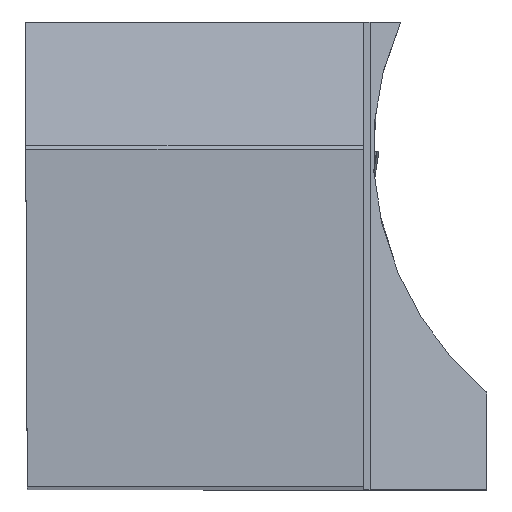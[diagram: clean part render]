
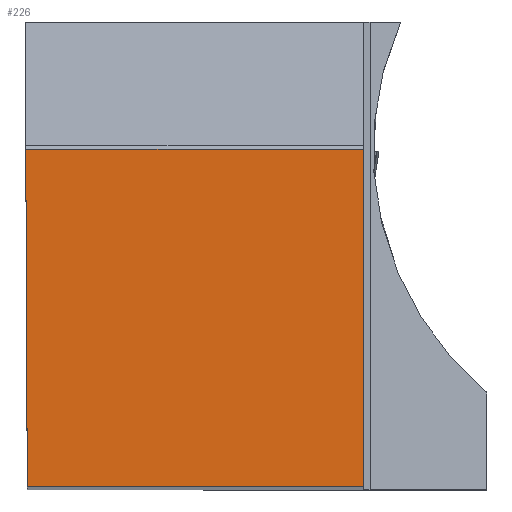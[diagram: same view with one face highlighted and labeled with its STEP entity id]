
A CAD part, top view. The second image highlights one B-rep face of the part: STEP entity #226.
In plain terms, the highlighted planar face has unit normal (0, 0, 1).
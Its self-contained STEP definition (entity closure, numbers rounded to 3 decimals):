
#226=ADVANCED_FACE('BLANK_BOXF006',(#341),#272,.F.);
#272=PLANE('',#1592);
#341=FACE_OUTER_BOUND('',#416,.T.);
#416=EDGE_LOOP('',(#744,#745,#746,#747));
#744=ORIENTED_EDGE('',*,*,#1145,.T.);
#745=ORIENTED_EDGE('',*,*,#1146,.T.);
#746=ORIENTED_EDGE('',*,*,#1141,.T.);
#747=ORIENTED_EDGE('',*,*,#1131,.T.);
#954=VERTEX_POINT('',#3546);
#955=VERTEX_POINT('',#3548);
#960=VERTEX_POINT('',#3579);
#963=VERTEX_POINT('',#3587);
#1131=EDGE_CURVE('',#955,#954,#1253,.T.);
#1141=EDGE_CURVE('',#960,#955,#1258,.T.);
#1145=EDGE_CURVE('',#954,#963,#1262,.T.);
#1146=EDGE_CURVE('',#963,#960,#1263,.T.);
#1253=LINE('',#3547,#1374);
#1258=LINE('',#3578,#1379);
#1262=LINE('',#3586,#1383);
#1263=LINE('',#3588,#1384);
#1374=VECTOR('',#1864,1.);
#1379=VECTOR('',#1879,1.);
#1383=VECTOR('',#1885,1.);
#1384=VECTOR('',#1886,1.);
#1592=AXIS2_PLACEMENT_3D('',#3589,#1887,#1888);
#1864=DIRECTION('',(1.,0.,0.));
#1879=DIRECTION('',(0.004,-1.,0.));
#1885=DIRECTION('',(0.,1.,0.));
#1886=DIRECTION('',(-1.,0.,0.));
#1887=DIRECTION('',(0.,0.,-1.));
#1888=DIRECTION('',(0.,-1.,0.));
#3546=CARTESIAN_POINT('',(24.875,0.,0.));
#3547=CARTESIAN_POINT('',(-150.27,0.,0.));
#3548=CARTESIAN_POINT('',(0.109,0.,0.));
#3578=CARTESIAN_POINT('',(-0.547,150.269,0.));
#3579=CARTESIAN_POINT('',(0.,24.875,0.));
#3586=CARTESIAN_POINT('',(24.875,-150.27,0.));
#3587=CARTESIAN_POINT('',(24.875,24.875,0.));
#3588=CARTESIAN_POINT('',(150.27,24.875,0.));
#3589=CARTESIAN_POINT('',(33.972,-5.,0.));
